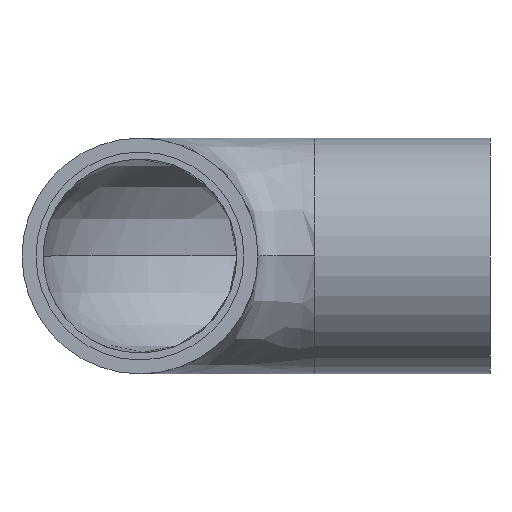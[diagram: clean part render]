
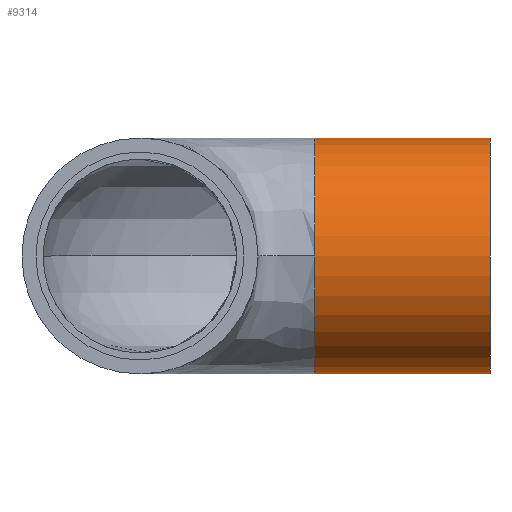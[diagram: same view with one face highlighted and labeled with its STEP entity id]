
A CAD part, left-side view. The second image highlights one B-rep face of the part: STEP entity #9314.
In plain terms, the highlighted cylindrical face has radius 16.85 mm (diameter 33.7 mm), a partial arc.
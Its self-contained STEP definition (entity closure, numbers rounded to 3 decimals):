
#368 = DIRECTION ( 'NONE',  ( 0., 1., 0. ) ) ;
#417 = DIRECTION ( 'NONE',  ( 0., 0., -1. ) ) ;
#436 = EDGE_CURVE ( 'NONE', #3634, #5174, #2277, .T. ) ;
#514 = DIRECTION ( 'NONE',  ( 0., -1., 0. ) ) ;
#702 = ORIENTED_EDGE ( 'NONE', *, *, #4347, .T. ) ;
#1257 = ORIENTED_EDGE ( 'NONE', *, *, #5751, .F. ) ;
#1559 = AXIS2_PLACEMENT_3D ( 'NONE', #3396, #6604, #7985 ) ;
#1857 = AXIS2_PLACEMENT_3D ( 'NONE', #7492, #4581, #6847 ) ;
#2277 = CIRCLE ( 'NONE', #4821, 16.85 ) ;
#2393 = VERTEX_POINT ( 'NONE', #3275 ) ;
#2664 = LINE ( 'NONE', #5683, #3777 ) ;
#2806 = CARTESIAN_POINT ( 'NONE',  ( 0., -25., -16.85 ) ) ;
#2995 = CARTESIAN_POINT ( 'NONE',  ( 0., 0., -16.85 ) ) ;
#3183 = VERTEX_POINT ( 'NONE', #6557 ) ;
#3221 = DIRECTION ( 'NONE',  ( 0., -1., 0. ) ) ;
#3275 = CARTESIAN_POINT ( 'NONE',  ( -16.85, 0., 0. ) ) ;
#3396 = CARTESIAN_POINT ( 'NONE',  ( 0., 0., 0. ) ) ;
#3634 = VERTEX_POINT ( 'NONE', #7941 ) ;
#3729 = DIRECTION ( 'NONE',  ( 0., 0., -1. ) ) ;
#3777 = VECTOR ( 'NONE', #9576, 1000. ) ;
#4053 = EDGE_CURVE ( 'NONE', #3183, #2393, #6099, .T. ) ;
#4347 = EDGE_CURVE ( 'NONE', #3634, #3183, #2664, .T. ) ;
#4581 = DIRECTION ( 'NONE',  ( 0., 1., 0. ) ) ;
#4821 = AXIS2_PLACEMENT_3D ( 'NONE', #7483, #3221, #3729 ) ;
#4837 = CIRCLE ( 'NONE', #8131, 16.85 ) ;
#5025 = EDGE_CURVE ( 'NONE', #2393, #7440, #4837, .T. ) ;
#5129 = ORIENTED_EDGE ( 'NONE', *, *, #4053, .T. ) ;
#5174 = VERTEX_POINT ( 'NONE', #7893 ) ;
#5683 = CARTESIAN_POINT ( 'NONE',  ( 0., -25., 16.85 ) ) ;
#5751 = EDGE_CURVE ( 'NONE', #5174, #7440, #7153, .T. ) ;
#6060 = CYLINDRICAL_SURFACE ( 'NONE', #1857, 16.85 ) ;
#6099 = CIRCLE ( 'NONE', #1559, 16.85 ) ;
#6557 = CARTESIAN_POINT ( 'NONE',  ( 0., 0., 16.85 ) ) ;
#6604 = DIRECTION ( 'NONE',  ( 0., -1., 0. ) ) ;
#6744 = ORIENTED_EDGE ( 'NONE', *, *, #436, .F. ) ;
#6847 = DIRECTION ( 'NONE',  ( 0., 0., 1. ) ) ;
#7153 = LINE ( 'NONE', #2806, #7661 ) ;
#7202 = CARTESIAN_POINT ( 'NONE',  ( 0., 0., 0. ) ) ;
#7440 = VERTEX_POINT ( 'NONE', #2995 ) ;
#7483 = CARTESIAN_POINT ( 'NONE',  ( 0., -25., 0. ) ) ;
#7492 = CARTESIAN_POINT ( 'NONE',  ( 0., -25., 0. ) ) ;
#7661 = VECTOR ( 'NONE', #368, 1000. ) ;
#7893 = CARTESIAN_POINT ( 'NONE',  ( 0., -25., -16.85 ) ) ;
#7941 = CARTESIAN_POINT ( 'NONE',  ( 0., -25., 16.85 ) ) ;
#7985 = DIRECTION ( 'NONE',  ( 0., 0., -1. ) ) ;
#8126 = ORIENTED_EDGE ( 'NONE', *, *, #5025, .T. ) ;
#8131 = AXIS2_PLACEMENT_3D ( 'NONE', #7202, #514, #417 ) ;
#9020 = FACE_OUTER_BOUND ( 'NONE', #9212, .T. ) ;
#9212 = EDGE_LOOP ( 'NONE', ( #1257, #6744, #702, #5129, #8126 ) ) ;
#9314 = ADVANCED_FACE ( 'NONE', ( #9020 ), #6060, .T. ) ;
#9576 = DIRECTION ( 'NONE',  ( 0., 1., 0. ) ) ;
